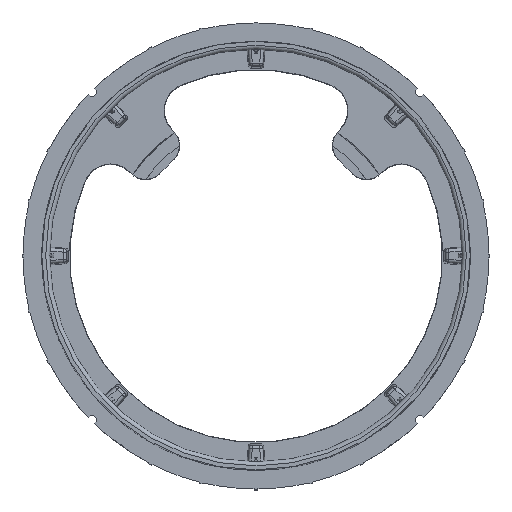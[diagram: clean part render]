
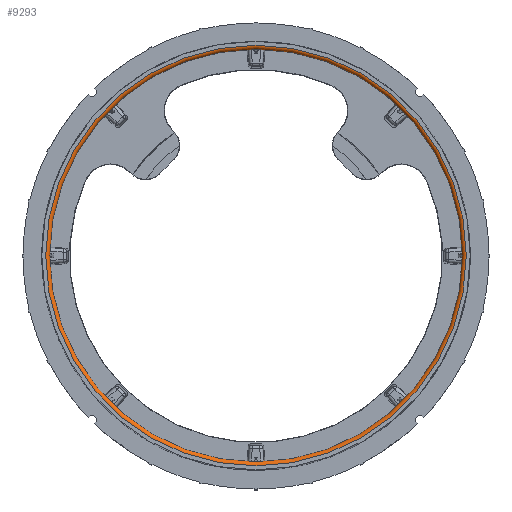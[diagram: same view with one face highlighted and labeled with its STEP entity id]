
A CAD part, top view. The second image highlights one B-rep face of the part: STEP entity #9293.
In plain terms, the highlighted toroidal (fillet/blend) face has major radius 532.5 mm and minor radius 10 mm.
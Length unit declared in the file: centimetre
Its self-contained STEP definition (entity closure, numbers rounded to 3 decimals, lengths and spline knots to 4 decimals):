
#218=TOROIDAL_SURFACE('',#11866,53.25,1.);
#665=FACE_OUTER_BOUND('',#1285,.T.);
#1285=EDGE_LOOP('',(#6753,#6754,#6755,#6756,#6757));
#1921=CIRCLE('',#11867,53.25);
#1922=CIRCLE('',#11868,1.);
#1923=CIRCLE('',#11869,52.25);
#1924=CIRCLE('',#11870,52.25);
#3110=VERTEX_POINT('',#18164);
#3111=VERTEX_POINT('',#18166);
#3112=VERTEX_POINT('',#18168);
#4432=EDGE_CURVE('',#3110,#3110,#1921,.T.);
#4433=EDGE_CURVE('',#3110,#3111,#1922,.T.);
#4434=EDGE_CURVE('',#3111,#3112,#1923,.T.);
#4435=EDGE_CURVE('',#3112,#3111,#1924,.T.);
#6753=ORIENTED_EDGE('',*,*,#4432,.T.);
#6754=ORIENTED_EDGE('',*,*,#4433,.T.);
#6755=ORIENTED_EDGE('',*,*,#4434,.T.);
#6756=ORIENTED_EDGE('',*,*,#4435,.T.);
#6757=ORIENTED_EDGE('',*,*,#4433,.F.);
#9293=ADVANCED_FACE('',(#665),#218,.T.);
#11866=AXIS2_PLACEMENT_3D('',#18163,#13784,#13785);
#11867=AXIS2_PLACEMENT_3D('',#18165,#13786,#13787);
#11868=AXIS2_PLACEMENT_3D('',#18167,#13788,#13789);
#11869=AXIS2_PLACEMENT_3D('',#18169,#13790,#13791);
#11870=AXIS2_PLACEMENT_3D('',#18170,#13792,#13793);
#13784=DIRECTION('center_axis',(0.,0.,
-1.));
#13785=DIRECTION('ref_axis',(1.,0.,0.));
#13786=DIRECTION('center_axis',(0.,0.,
1.));
#13787=DIRECTION('ref_axis',(0.,1.,0.));
#13788=DIRECTION('center_axis',(0.,1.,0.));
#13789=DIRECTION('ref_axis',(-1.,0.,0.));
#13790=DIRECTION('center_axis',(0.,0.,
-1.));
#13791=DIRECTION('ref_axis',(0.,1.,0.));
#13792=DIRECTION('center_axis',(0.,0.,
-1.));
#13793=DIRECTION('ref_axis',(0.,1.,0.));
#18163=CARTESIAN_POINT('Origin',(0.,0.,
69.));
#18164=CARTESIAN_POINT('',(-53.25,0.,70.));
#18165=CARTESIAN_POINT('Origin',(0.,0.,
70.));
#18166=CARTESIAN_POINT('',(-52.25,0.,69.));
#18167=CARTESIAN_POINT('Origin',(-53.25,0.,69.));
#18168=CARTESIAN_POINT('',(0.,52.25,69.));
#18169=CARTESIAN_POINT('Origin',(0.,0.,
69.));
#18170=CARTESIAN_POINT('Origin',(0.,0.,
69.));
